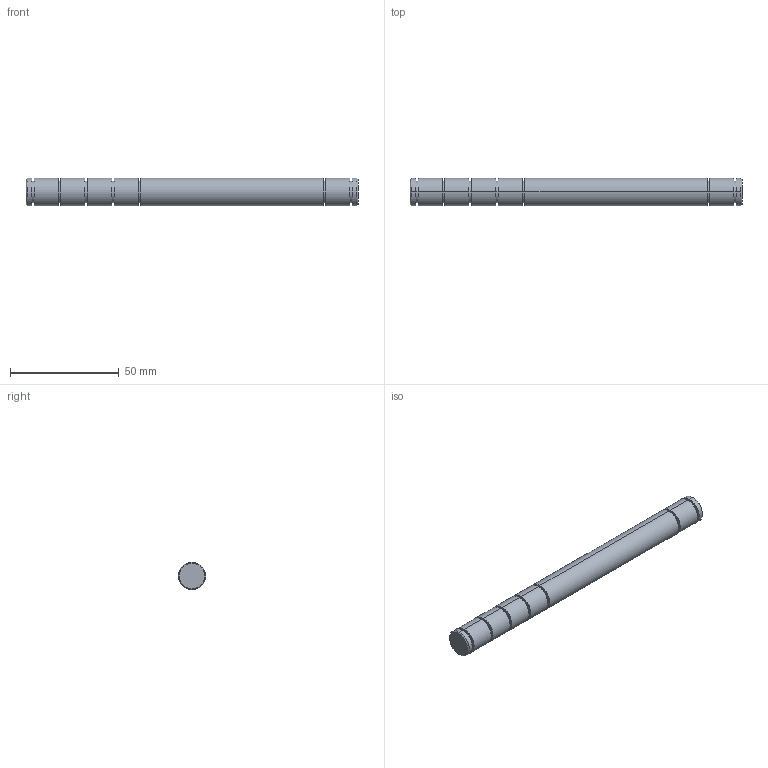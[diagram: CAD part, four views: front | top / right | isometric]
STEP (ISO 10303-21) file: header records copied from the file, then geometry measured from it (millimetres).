
FILE_DESCRIPTION (( 'STEP AP214' ), '1' );
FILE_NAME ('GSS08-6.step', '2017-08-09T17:31:15', ( '' ), ( '' ), 'SwSTEP 2.0', 'SolidWorks 2017', '' );
FILE_SCHEMA (( 'AUTOMOTIVE_DESIGN' ));
Length unit declared in the file: inch
Products named in the file (1): GSS08-6
Bounding box: 152.4 x 12.7 x 12.7 mm (x, y, z)
Volume: 18909.4 mm3; surface area: 6902.6 mm2
Topology: 1 solids, 1 shells, 50 faces, 98 edges, 64 vertices
Faces by surface type: cylinder 30, plane 16, cone 4
Entity records: 1354 total; most frequent: DIRECTION 264, CARTESIAN_POINT 213, ORIENTED_EDGE 196, AXIS2_PLACEMENT_3D 115, EDGE_CURVE 98, CIRCLE 64, EDGE_LOOP 64, VERTEX_POINT 64
